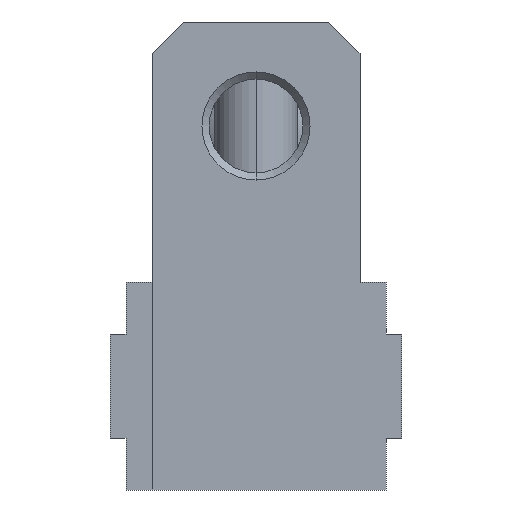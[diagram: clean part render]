
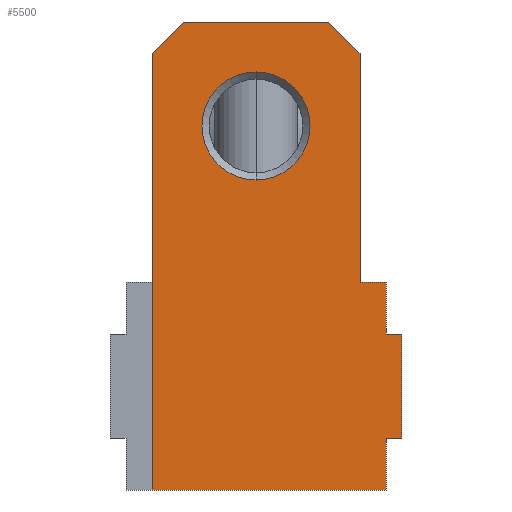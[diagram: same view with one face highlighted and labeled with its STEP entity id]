
A CAD part, front view. The second image highlights one B-rep face of the part: STEP entity #5500.
In plain terms, the highlighted face is planar.
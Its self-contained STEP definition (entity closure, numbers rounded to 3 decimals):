
#120=CARTESIAN_POINT('',(-5.,20.,71.));
#130=VERTEX_POINT('',#120);
#330=CARTESIAN_POINT('',(5.,20.,71.));
#340=VERTEX_POINT('',#330);
#370=CARTESIAN_POINT('',(0.,20.,71.));
#380=DIRECTION('',(-1.,0.,0.));
#390=VECTOR('',#380,1.);
#400=LINE('',#370,#390);
#410=EDGE_CURVE('',#340,#130,#400,.T.);
#520=CARTESIAN_POINT('',(-5.,20.,71.));
#530=DIRECTION('',(0.,-1.,0.));
#540=VECTOR('',#530,1.);
#550=LINE('',#520,#540);
#560=CARTESIAN_POINT('',(-5.,18.5,71.));
#570=VERTEX_POINT('',#560);
#580=EDGE_CURVE('',#130,#570,#550,.T.);
#980=CARTESIAN_POINT('',(-10.,20.,71.));
#990=DIRECTION('',(0.,-1.,0.));
#1000=VECTOR('',#990,1.);
#1010=LINE('',#980,#1000);
#1020=CARTESIAN_POINT('',(-10.,18.5,71.));
#1030=VERTEX_POINT('',#1020);
#1040=CARTESIAN_POINT('',(-10.,16.,71.));
#1050=VERTEX_POINT('',#1040);
#1060=EDGE_CURVE('',#1030,#1050,#1010,.T.);
#1780=CARTESIAN_POINT('',(-35.,-1.,71.));
#1790=VERTEX_POINT('',#1780);
#1840=CARTESIAN_POINT('',(-56.,20.,71.));
#1850=DIRECTION('',(-0.707,0.707,0.));
#1860=VECTOR('',#1850,1.);
#1870=LINE('',#1840,#1860);
#1880=CARTESIAN_POINT('',(-32.,-4.,71.));
#1890=VERTEX_POINT('',#1880);
#1900=EDGE_CURVE('',#1890,#1790,#1870,.T.);
#4510=CARTESIAN_POINT('',(-32.,16.,71.));
#4520=VERTEX_POINT('',#4510);
#4640=CARTESIAN_POINT('',(0.,16.,71.));
#4650=DIRECTION('',(-1.,0.,0.));
#4660=VECTOR('',#4650,1.);
#4670=LINE('',#4640,#4660);
#4680=EDGE_CURVE('',#1050,#4520,#4670,.T.);
#4730=CARTESIAN_POINT('',(-20.3,-3.76,71.));
#4740=DIRECTION('',(0.,0.,1.));
#4750=DIRECTION('',(1.,0.,0.));
#4760=AXIS2_PLACEMENT_3D('',#4730,#4740,#4750);
#4770=PLANE('',#4760);
#4780=CARTESIAN_POINT('',(-25.,6.,71.));
#4790=DIRECTION('',(0.,0.,-1.));
#4800=DIRECTION('',(-1.,0.,0.));
#4810=AXIS2_PLACEMENT_3D('',#4780,#4790,#4800);
#4820=CIRCLE('',#4810,5.2);
#4830=CARTESIAN_POINT('',(-30.2,6.,71.));
#4840=VERTEX_POINT('',#4830);
#4850=CARTESIAN_POINT('',(-19.8,6.,71.));
#4860=VERTEX_POINT('',#4850);
#4870=EDGE_CURVE('',#4840,#4860,#4820,.T.);
#4880=ORIENTED_EDGE('',*,*,#4870,.T.);
#4890=EDGE_CURVE('',#4860,#4840,#4820,.T.);
#4900=ORIENTED_EDGE('',*,*,#4890,.T.);
#4910=EDGE_LOOP('',(#4900,#4880));
#4920=FACE_BOUND('',#4910,.T.);
#4930=ORIENTED_EDGE('',*,*,#1900,.F.);
#4940=CARTESIAN_POINT('',(-35.,20.,71.));
#4950=DIRECTION('',(0.,-1.,0.));
#4960=VECTOR('',#4950,1.);
#4970=LINE('',#4940,#4960);
#4980=CARTESIAN_POINT('',(-35.,13.,71.));
#4990=VERTEX_POINT('',#4980);
#5000=EDGE_CURVE('',#4990,#1790,#4970,.T.);
#5010=ORIENTED_EDGE('',*,*,#5000,.T.);
#5020=CARTESIAN_POINT('',(-15.,33.,71.));
#5030=DIRECTION('',(0.707,0.707,0.));
#5040=VECTOR('',#5030,1.);
#5050=LINE('',#5020,#5040);
#5060=EDGE_CURVE('',#4990,#4520,#5050,.T.);
#5070=ORIENTED_EDGE('',*,*,#5060,.F.);
#5080=ORIENTED_EDGE('',*,*,#4680,.T.);
#5090=ORIENTED_EDGE('',*,*,#1060,.T.);
#5100=CARTESIAN_POINT('',(0.,18.5,71.));
#5110=DIRECTION('',(-1.,0.,0.));
#5120=VECTOR('',#5110,1.);
#5130=LINE('',#5100,#5120);
#5140=EDGE_CURVE('',#570,#1030,#5130,.T.);
#5150=ORIENTED_EDGE('',*,*,#5140,.T.);
#5160=ORIENTED_EDGE('',*,*,#580,.T.);
#5170=ORIENTED_EDGE('',*,*,#410,.T.);
#5180=CARTESIAN_POINT('',(5.,20.,71.));
#5190=DIRECTION('',(0.,1.,0.));
#5200=VECTOR('',#5190,1.);
#5210=LINE('',#5180,#5200);
#5220=CARTESIAN_POINT('',(5.,18.5,71.));
#5230=VERTEX_POINT('',#5220);
#5240=EDGE_CURVE('',#5230,#340,#5210,.T.);
#5250=ORIENTED_EDGE('',*,*,#5240,.T.);
#5260=CARTESIAN_POINT('',(0.,18.5,71.));
#5270=DIRECTION('',(-1.,0.,0.));
#5280=VECTOR('',#5270,1.);
#5290=LINE('',#5260,#5280);
#5300=CARTESIAN_POINT('',(10.,18.5,71.));
#5310=VERTEX_POINT('',#5300);
#5320=EDGE_CURVE('',#5310,#5230,#5290,.T.);
#5330=ORIENTED_EDGE('',*,*,#5320,.T.);
#5340=CARTESIAN_POINT('',(10.,-28.,71.));
#5350=DIRECTION('',(0.,-1.,0.));
#5360=VECTOR('',#5350,1.);
#5370=LINE('',#5340,#5360);
#5380=CARTESIAN_POINT('',(10.,-4.,71.));
#5390=VERTEX_POINT('',#5380);
#5400=EDGE_CURVE('',#5310,#5390,#5370,.T.);
#5410=ORIENTED_EDGE('',*,*,#5400,.F.);
#5420=CARTESIAN_POINT('',(0.,-4.,71.));
#5430=DIRECTION('',(1.,0.,0.));
#5440=VECTOR('',#5430,1.);
#5450=LINE('',#5420,#5440);
#5460=EDGE_CURVE('',#1890,#5390,#5450,.T.);
#5470=ORIENTED_EDGE('',*,*,#5460,.T.);
#5480=EDGE_LOOP('',(#5470,#5410,#5330,#5250,#5170,#5160,#5150,#5090,
#5080,#5070,#5010,#4930));
#5490=FACE_OUTER_BOUND('',#5480,.T.);
#5500=ADVANCED_FACE('',(#4920,#5490),#4770,.T.);
